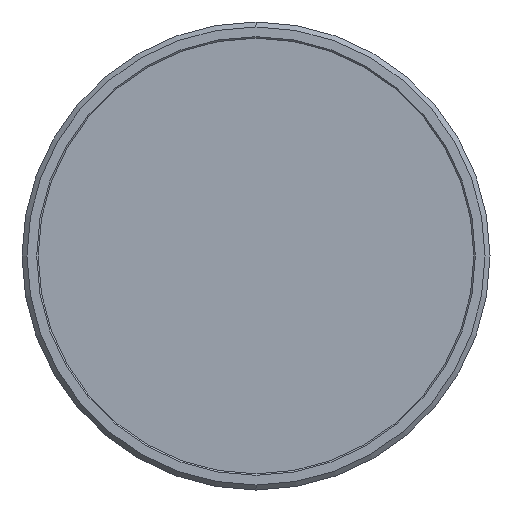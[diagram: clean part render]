
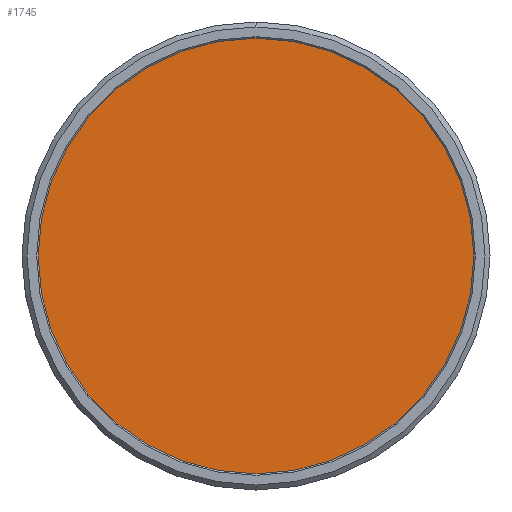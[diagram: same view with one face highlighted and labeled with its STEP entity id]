
A CAD part, left-side view. The second image highlights one B-rep face of the part: STEP entity #1745.
In plain terms, the highlighted planar face has unit normal (-1, 0, 0).
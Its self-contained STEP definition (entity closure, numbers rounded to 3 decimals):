
#39 = VERTEX_POINT ( 'NONE', #1130 ) ;
#113 = VERTEX_POINT ( 'NONE', #1804 ) ;
#143 = AXIS2_PLACEMENT_3D ( 'NONE', #3615, #3089, #1306 ) ;
#340 = PLANE ( 'NONE',  #143 ) ;
#409 = CARTESIAN_POINT ( 'NONE',  ( 2.861, 0., 0. ) ) ;
#678 = ORIENTED_EDGE ( 'NONE', *, *, #1999, .F. ) ;
#785 = DIRECTION ( 'NONE',  ( 1., 0., 0. ) ) ;
#825 = DIRECTION ( 'NONE',  ( 0., 0., 1. ) ) ;
#1029 = DIRECTION ( 'NONE',  ( 0., 0., 1. ) ) ;
#1091 = CIRCLE ( 'NONE', #1834, 43.75 ) ;
#1130 = CARTESIAN_POINT ( 'NONE',  ( 2.861, 0., 43.75 ) ) ;
#1306 = DIRECTION ( 'NONE',  ( 0., 0., -1. ) ) ;
#1673 = AXIS2_PLACEMENT_3D ( 'NONE', #409, #3424, #1029 ) ;
#1745 = ADVANCED_FACE ( 'NONE', ( #3367 ), #340, .F. ) ;
#1804 = CARTESIAN_POINT ( 'NONE',  ( 2.861, 0., -43.75 ) ) ;
#1834 = AXIS2_PLACEMENT_3D ( 'NONE', #3194, #785, #825 ) ;
#1999 = EDGE_CURVE ( 'NONE', #39, #113, #2454, .T. ) ;
#2454 = CIRCLE ( 'NONE', #1673, 43.75 ) ;
#2575 = EDGE_CURVE ( 'NONE', #113, #39, #1091, .T. ) ;
#2675 = EDGE_LOOP ( 'NONE', ( #678, #3088 ) ) ;
#3088 = ORIENTED_EDGE ( 'NONE', *, *, #2575, .F. ) ;
#3089 = DIRECTION ( 'NONE',  ( 1., 0., 0. ) ) ;
#3194 = CARTESIAN_POINT ( 'NONE',  ( 2.861, 0., 0. ) ) ;
#3367 = FACE_OUTER_BOUND ( 'NONE', #2675, .T. ) ;
#3424 = DIRECTION ( 'NONE',  ( 1., 0., 0. ) ) ;
#3615 = CARTESIAN_POINT ( 'NONE',  ( 2.861, -44.275, 44.275 ) ) ;
